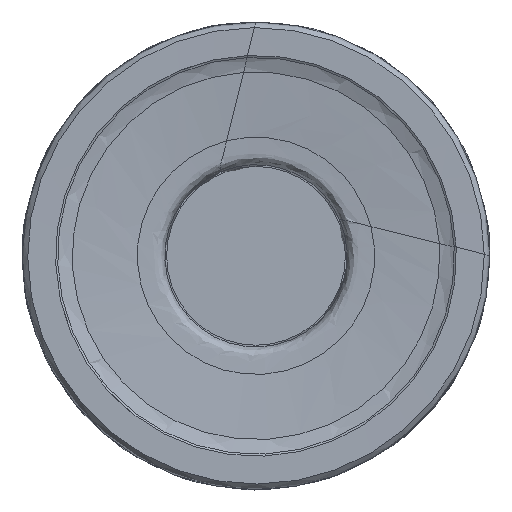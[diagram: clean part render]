
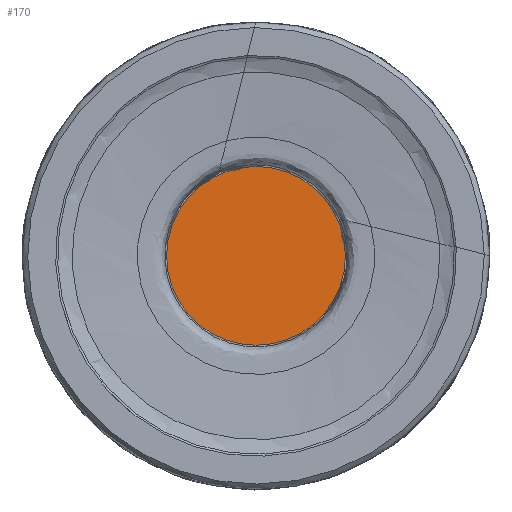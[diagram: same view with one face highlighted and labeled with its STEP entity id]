
A CAD part, left-side view. The second image highlights one B-rep face of the part: STEP entity #170.
In plain terms, the highlighted planar face has unit normal (-1, 0, 0).
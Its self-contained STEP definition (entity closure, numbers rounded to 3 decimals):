
#33=PLANE('',#745);
#170=ADVANCED_FACE('',(#228),#33,.F.);
#228=FACE_OUTER_BOUND('',#302,.T.);
#302=EDGE_LOOP('',(#488));
#488=ORIENTED_EDGE('',*,*,#619,.T.);
#540=VERTEX_POINT('',#3050);
#619=EDGE_CURVE('',#540,#540,#670,.T.);
#670=CIRCLE('',#743,3.824);
#743=AXIS2_PLACEMENT_3D('',#3049,#891,#892);
#745=AXIS2_PLACEMENT_3D('',#3052,#895,#896);
#891=DIRECTION('',(-1.,0.,0.));
#892=DIRECTION('',(0.,0.,1.));
#895=DIRECTION('',(1.,0.,0.));
#896=DIRECTION('',(0.,0.,-1.));
#3049=CARTESIAN_POINT('',(1.5,0.,0.));
#3050=CARTESIAN_POINT('',(1.5,0.,3.824));
#3052=CARTESIAN_POINT('',(1.5,0.,0.));
